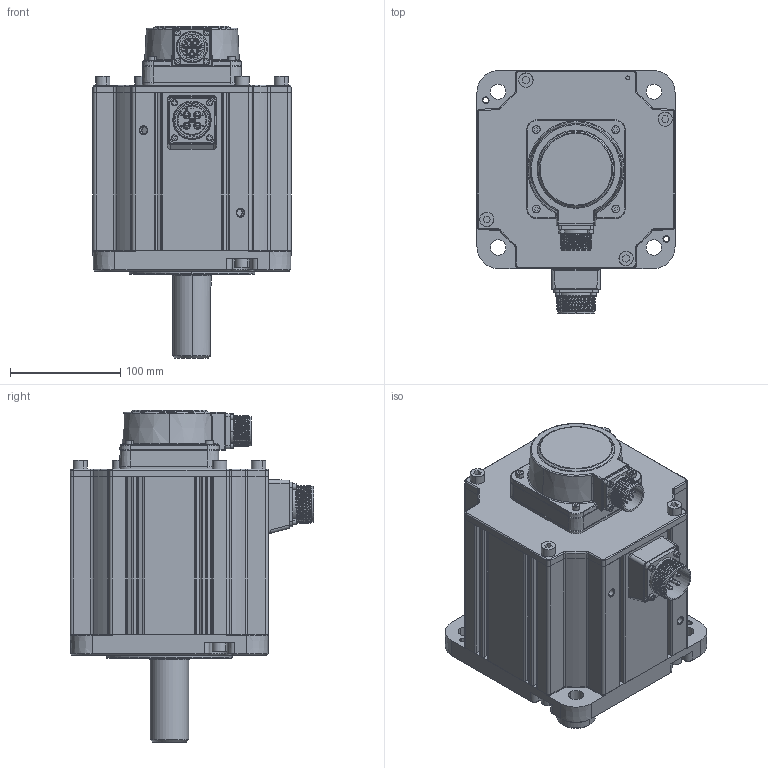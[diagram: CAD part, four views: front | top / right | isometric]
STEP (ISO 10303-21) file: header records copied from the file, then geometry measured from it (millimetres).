
FILE_DESCRIPTION (( 'STEP AP203' ), '1' );
FILE_NAME ('MS6G-180TH15E2-45P5.STEP', '2025-04-19T04:45:23', ( '' ), ( '' ), 'SwSTEP 2.0', 'SolidWorks 2022', '' );
FILE_SCHEMA (( 'CONFIG_CONTROL_DESIGN' ));
Products named in the file (1): MS6G-180TH15E2-45P5
Bounding box: 180 x 221.1 x 301.5 mm (x, y, z)
Volume: 5185759.6 mm3; surface area: 478108.4 mm2
Topology: 42 solids, 42 shells, 3496 faces, 8890 edges, 5654 vertices
Faces by surface type: plane 1364, cylinder 882, bspline 727, cone 273, torus 205, sphere 45
Entity records: 146761 total; most frequent: CARTESIAN_POINT 67340, ORIENTED_EDGE 17576, DIRECTION 14609, EDGE_CURVE 8788, VERTEX_POINT 5654, AXIS2_PLACEMENT_3D 5112, LINE 4385, VECTOR 4385
